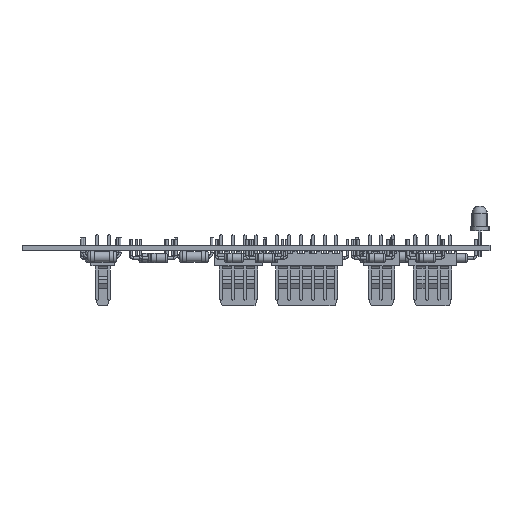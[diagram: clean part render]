
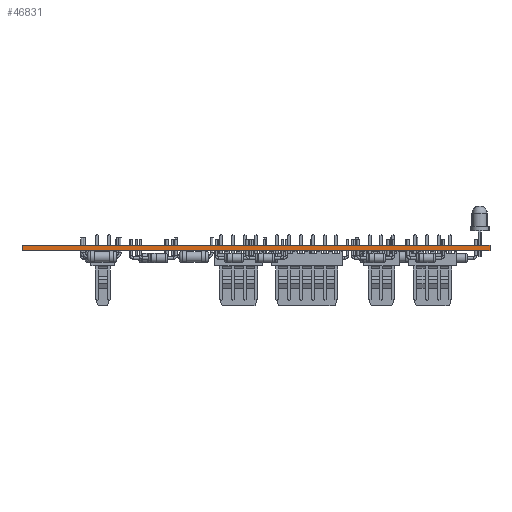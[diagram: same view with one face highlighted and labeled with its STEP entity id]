
A CAD part, front view. The second image highlights one B-rep face of the part: STEP entity #46831.
In plain terms, the highlighted planar face has unit normal (-0.001, -1, 0).
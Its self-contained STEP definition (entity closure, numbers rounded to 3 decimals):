
#33602 = PLANE('',#33603);
#33603 = AXIS2_PLACEMENT_3D('',#33604,#33605,#33606);
#33604 = CARTESIAN_POINT('',(115.471,-97.929,1.2));
#33605 = DIRECTION('',(0.,0.,1.));
#33606 = DIRECTION('',(1.,0.,-0.));
#33656 = PLANE('',#33657);
#33657 = AXIS2_PLACEMENT_3D('',#33658,#33659,#33660);
#33658 = CARTESIAN_POINT('',(115.471,-97.929,0.));
#33659 = DIRECTION('',(0.,0.,1.));
#33660 = DIRECTION('',(1.,0.,-0.));
#34045 = VERTEX_POINT('',#34046);
#34046 = CARTESIAN_POINT('',(68.64,-148.11,0.));
#34060 = PLANE('',#34061);
#34061 = AXIS2_PLACEMENT_3D('',#34062,#34063,#34064);
#34062 = CARTESIAN_POINT('',(68.64,-111.61,0.));
#34063 = DIRECTION('',(1.,0.,-0.));
#34064 = DIRECTION('',(0.,-1.,0.));
#34072 = EDGE_CURVE('',#34045,#34073,#34075,.T.);
#34073 = VERTEX_POINT('',#34074);
#34074 = CARTESIAN_POINT('',(168.7,-148.2,0.));
#34075 = SURFACE_CURVE('',#34076,(#34080,#34087),.PCURVE_S1.);
#34076 = LINE('',#34077,#34078);
#34077 = CARTESIAN_POINT('',(68.64,-148.11,0.));
#34078 = VECTOR('',#34079,1.);
#34079 = DIRECTION('',(1.,-0.001,0.));
#34080 = PCURVE('',#33656,#34081);
#34081 = DEFINITIONAL_REPRESENTATION('',(#34082),#34086);
#34082 = LINE('',#34083,#34084);
#34083 = CARTESIAN_POINT('',(-46.831,-50.181));
#34084 = VECTOR('',#34085,1.);
#34085 = DIRECTION('',(1.,-0.001));
#34086 = ( GEOMETRIC_REPRESENTATION_CONTEXT(2) 
PARAMETRIC_REPRESENTATION_CONTEXT() REPRESENTATION_CONTEXT('2D SPACE',''
  ) );
#34087 = PCURVE('',#34088,#34093);
#34088 = PLANE('',#34089);
#34089 = AXIS2_PLACEMENT_3D('',#34090,#34091,#34092);
#34090 = CARTESIAN_POINT('',(68.64,-148.11,0.));
#34091 = DIRECTION('',(0.001,1.,-0.));
#34092 = DIRECTION('',(1.,-0.001,0.));
#34093 = DEFINITIONAL_REPRESENTATION('',(#34094),#34098);
#34094 = LINE('',#34095,#34096);
#34095 = CARTESIAN_POINT('',(0.,0.));
#34096 = VECTOR('',#34097,1.);
#34097 = DIRECTION('',(1.,0.));
#34098 = ( GEOMETRIC_REPRESENTATION_CONTEXT(2) 
PARAMETRIC_REPRESENTATION_CONTEXT() REPRESENTATION_CONTEXT('2D SPACE',''
  ) );
#34116 = PLANE('',#34117);
#34117 = AXIS2_PLACEMENT_3D('',#34118,#34119,#34120);
#34118 = CARTESIAN_POINT('',(168.7,-148.2,0.));
#34119 = DIRECTION('',(-1.,0.,0.));
#34120 = DIRECTION('',(0.,1.,0.));
#40968 = VERTEX_POINT('',#40969);
#40969 = CARTESIAN_POINT('',(68.64,-148.11,1.2));
#40990 = EDGE_CURVE('',#40968,#40991,#40993,.T.);
#40991 = VERTEX_POINT('',#40992);
#40992 = CARTESIAN_POINT('',(168.7,-148.2,1.2));
#40993 = SURFACE_CURVE('',#40994,(#40998,#41005),.PCURVE_S1.);
#40994 = LINE('',#40995,#40996);
#40995 = CARTESIAN_POINT('',(68.64,-148.11,1.2));
#40996 = VECTOR('',#40997,1.);
#40997 = DIRECTION('',(1.,-0.001,0.));
#40998 = PCURVE('',#33602,#40999);
#40999 = DEFINITIONAL_REPRESENTATION('',(#41000),#41004);
#41000 = LINE('',#41001,#41002);
#41001 = CARTESIAN_POINT('',(-46.831,-50.181));
#41002 = VECTOR('',#41003,1.);
#41003 = DIRECTION('',(1.,-0.001));
#41004 = ( GEOMETRIC_REPRESENTATION_CONTEXT(2) 
PARAMETRIC_REPRESENTATION_CONTEXT() REPRESENTATION_CONTEXT('2D SPACE',''
  ) );
#41005 = PCURVE('',#34088,#41006);
#41006 = DEFINITIONAL_REPRESENTATION('',(#41007),#41011);
#41007 = LINE('',#41008,#41009);
#41008 = CARTESIAN_POINT('',(0.,-1.2));
#41009 = VECTOR('',#41010,1.);
#41010 = DIRECTION('',(1.,0.));
#41011 = ( GEOMETRIC_REPRESENTATION_CONTEXT(2) 
PARAMETRIC_REPRESENTATION_CONTEXT() REPRESENTATION_CONTEXT('2D SPACE',''
  ) );
#46781 = EDGE_CURVE('',#34073,#40991,#46782,.T.);
#46782 = SURFACE_CURVE('',#46783,(#46787,#46794),.PCURVE_S1.);
#46783 = LINE('',#46784,#46785);
#46784 = CARTESIAN_POINT('',(168.7,-148.2,0.));
#46785 = VECTOR('',#46786,1.);
#46786 = DIRECTION('',(0.,0.,1.));
#46787 = PCURVE('',#34116,#46788);
#46788 = DEFINITIONAL_REPRESENTATION('',(#46789),#46793);
#46789 = LINE('',#46790,#46791);
#46790 = CARTESIAN_POINT('',(0.,0.));
#46791 = VECTOR('',#46792,1.);
#46792 = DIRECTION('',(0.,-1.));
#46793 = ( GEOMETRIC_REPRESENTATION_CONTEXT(2) 
PARAMETRIC_REPRESENTATION_CONTEXT() REPRESENTATION_CONTEXT('2D SPACE',''
  ) );
#46794 = PCURVE('',#34088,#46795);
#46795 = DEFINITIONAL_REPRESENTATION('',(#46796),#46800);
#46796 = LINE('',#46797,#46798);
#46797 = CARTESIAN_POINT('',(100.06,0.));
#46798 = VECTOR('',#46799,1.);
#46799 = DIRECTION('',(0.,-1.));
#46800 = ( GEOMETRIC_REPRESENTATION_CONTEXT(2) 
PARAMETRIC_REPRESENTATION_CONTEXT() REPRESENTATION_CONTEXT('2D SPACE',''
  ) );
#46831 = ADVANCED_FACE('',(#46832),#34088,.F.);
#46832 = FACE_BOUND('',#46833,.F.);
#46833 = EDGE_LOOP('',(#46834,#46855,#46856,#46857));
#46834 = ORIENTED_EDGE('',*,*,#46835,.T.);
#46835 = EDGE_CURVE('',#34045,#40968,#46836,.T.);
#46836 = SURFACE_CURVE('',#46837,(#46841,#46848),.PCURVE_S1.);
#46837 = LINE('',#46838,#46839);
#46838 = CARTESIAN_POINT('',(68.64,-148.11,0.));
#46839 = VECTOR('',#46840,1.);
#46840 = DIRECTION('',(0.,0.,1.));
#46841 = PCURVE('',#34088,#46842);
#46842 = DEFINITIONAL_REPRESENTATION('',(#46843),#46847);
#46843 = LINE('',#46844,#46845);
#46844 = CARTESIAN_POINT('',(0.,0.));
#46845 = VECTOR('',#46846,1.);
#46846 = DIRECTION('',(0.,-1.));
#46847 = ( GEOMETRIC_REPRESENTATION_CONTEXT(2) 
PARAMETRIC_REPRESENTATION_CONTEXT() REPRESENTATION_CONTEXT('2D SPACE',''
  ) );
#46848 = PCURVE('',#34060,#46849);
#46849 = DEFINITIONAL_REPRESENTATION('',(#46850),#46854);
#46850 = LINE('',#46851,#46852);
#46851 = CARTESIAN_POINT('',(36.5,0.));
#46852 = VECTOR('',#46853,1.);
#46853 = DIRECTION('',(0.,-1.));
#46854 = ( GEOMETRIC_REPRESENTATION_CONTEXT(2) 
PARAMETRIC_REPRESENTATION_CONTEXT() REPRESENTATION_CONTEXT('2D SPACE',''
  ) );
#46855 = ORIENTED_EDGE('',*,*,#40990,.T.);
#46856 = ORIENTED_EDGE('',*,*,#46781,.F.);
#46857 = ORIENTED_EDGE('',*,*,#34072,.F.);
